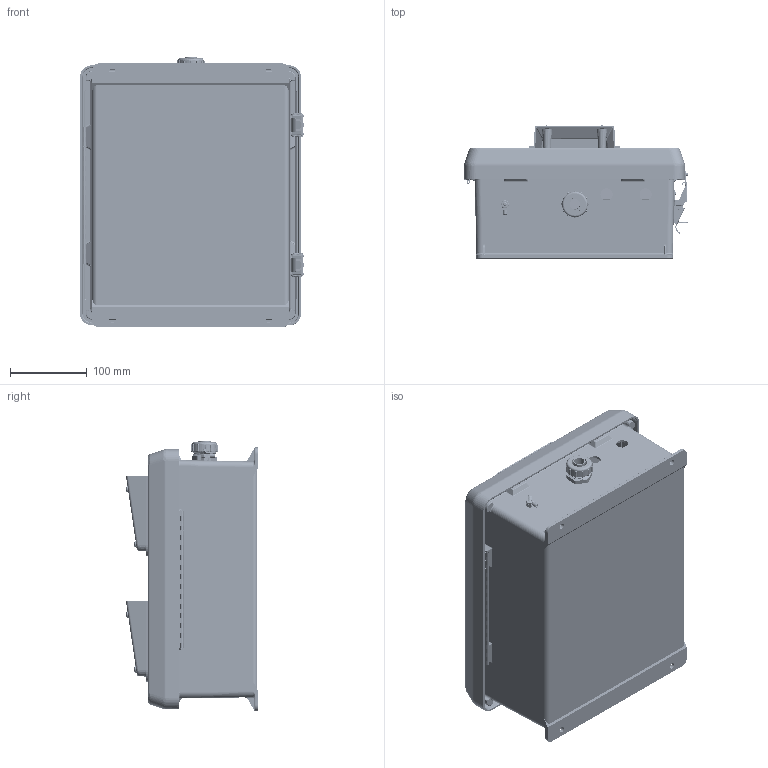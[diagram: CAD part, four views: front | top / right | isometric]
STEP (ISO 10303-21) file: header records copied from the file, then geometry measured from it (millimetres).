
FILE_DESCRIPTION (( 'STEP AP214' ), '1' );
FILE_NAME ('NB121005-10F-1.STEP', '2018-01-24T16:03:22', ( '' ), ( '' ), 'SwSTEP 2.0', 'SolidWorks 2014', '' );
FILE_SCHEMA (( 'AUTOMOTIVE_DESIGN' ));
Length unit declared in the file: inch
Products named in the file (39): XCTB-0002; XCT-0010; XMH-0010; XFS-0026; XMH-0007; XFN-0026; 1BE01-002; 1AJ03-011; XC-0003; 1AJ02-055; NB121005-DoorClasp-2; 1AJ02-054; NB121005-DoorClasp-1; 1AJ02-056; NB121005-Lid-Vented; 1AJ02-053; NB121005-Hinge; 1AM07-078; NB121005-Box; XMH-0048; 10-32 NEMA PLATE SCREW; XMH-0050; NB121005-10F-1; XFW-0002; XFS-0031; XFN-0022; XMH-0005; X-ASSY-HYP285-1; GroundWire_NB121005; XERZ-V20D241; XCT-0011; X-PCB-HYP285; XFS-0017; XFS-0067_XFS-0067; XFS-0066_90272A147; XF797-02; XCT-0005; XFN-0013; XFN-0003
Assembly tree (79 placements, depth 3):
  NB121005-10F-1
    NB121005-Box
    NB121005-Hinge  x2
    NB121005-Lid-Vented
    NB121005-DoorClasp-1  x2
    NB121005-DoorClasp-2  x2
    XC-0003
    1BE01-002
    XMH-0007  x4
    XMH-0010
    XCTB-0002
    XFN-0013  x2
    XF797-02
    XFS-0067_XFS-0067  x2
    X-ASSY-HYP285-1
      X-PCB-HYP285
      XERZ-V20D241  x3
    XFN-0022  x2
    XFW-0002  x5
    10-32 NEMA PLATE SCREW  x4
    XMH-0048  x2
    1AM07-078  x2
    1AJ02-053  x2
    1AJ02-056  x2
    1AJ02-054  x2
    1AJ02-055  x2
    1AJ03-011  x8
    XFN-0026  x8
    XFS-0026
    XCT-0010
    XFN-0003  x2
    XCT-0005
    XFS-0066_90272A147  x2
    XFS-0017
    XCT-0011
    GroundWire_NB121005
    XMH-0005
    XFS-0031  x2
    XMH-0050
Bounding box: 291.19 x 172.79 x 351.59 mm (x, y, z)
Volume: 1717648.2 mm3; surface area: 1098154.8 mm2
Topology: 271 solids, 272 shells, 6553 faces, 15608 edges, 9668 vertices
Faces by surface type: cylinder 2279, plane 2170, cone 1292, torus 384, bspline 350, sphere 78
Full cylindrical faces by diameter (mm): 0.269 x356, 1.27 x6, 1.397 x6, 1.778 x6, 2.845 x23, 3.15 x4, 3.175 x22, 3.302 x4, 3.429 x1, 3.607 x1, 3.683 x2, 3.81 x3, 3.886 x4, 3.934 x1, 3.962 x2, 4.039 x8, 4.064 x6, 4.177 x4, 4.4 x24, 4.47 x1, 4.572 x12, 5.004 x1, 5.182 x1, 5.3 x2, 5.639 x1, 5.842 x8, 6.35 x10, 6.428 x4, 6.5 x4, 6.655 x1
Entity records: 172219 total; most frequent: CARTESIAN_POINT 55993, DIRECTION 18464, ORIENTED_EDGE 17890, EDGE_CURVE 8945, AXIS2_PLACEMENT_3D 7373, VERTEX_POINT 6119, EDGE_LOOP 5762, FACE_OUTER_BOUND 4651
